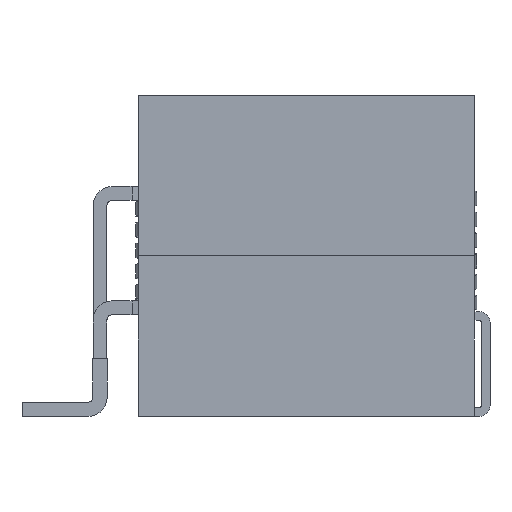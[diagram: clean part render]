
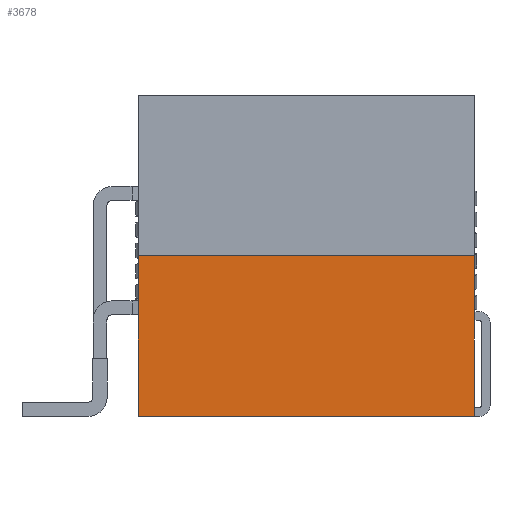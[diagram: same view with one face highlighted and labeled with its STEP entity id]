
A CAD part, front view. The second image highlights one B-rep face of the part: STEP entity #3678.
In plain terms, the highlighted face is planar.
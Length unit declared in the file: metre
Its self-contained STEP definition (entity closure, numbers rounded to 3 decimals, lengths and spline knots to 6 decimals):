
#115=PLANE('',#5060);
#370=LINE('',#7078,#812);
#377=LINE('',#7094,#819);
#401=LINE('',#7156,#843);
#402=LINE('',#7157,#844);
#812=VECTOR('',#5568,1.);
#819=VECTOR('',#5579,1.);
#843=VECTOR('',#5643,1.);
#844=VECTOR('',#5644,1.);
#1544=ORIENTED_EDGE('',*,*,#2412,.T.);
#1545=ORIENTED_EDGE('',*,*,#2379,.F.);
#1546=ORIENTED_EDGE('',*,*,#2413,.F.);
#1547=ORIENTED_EDGE('',*,*,#2372,.T.);
#2372=EDGE_CURVE('',#2839,#2841,#370,.T.);
#2379=EDGE_CURVE('',#2848,#2849,#377,.T.);
#2412=EDGE_CURVE('',#2841,#2849,#401,.T.);
#2413=EDGE_CURVE('',#2839,#2848,#402,.T.);
#2839=VERTEX_POINT('',#7073);
#2841=VERTEX_POINT('',#7077);
#2848=VERTEX_POINT('',#7093);
#2849=VERTEX_POINT('',#7095);
#3210=EDGE_LOOP('',(#1544,#1545,#1546,#1547));
#3430=FACE_BOUND('',#3210,.T.);
#3678=ADVANCED_FACE('',(#3430),#115,.F.);
#5060=AXIS2_PLACEMENT_3D('',#7155,#5641,#5642);
#5568=DIRECTION('',(0.,0.,1.));
#5579=DIRECTION('',(0.,0.,1.));
#5641=DIRECTION('',(-1.,0.,0.));
#5642=DIRECTION('',(0.,0.,1.));
#5643=DIRECTION('',(0.,-1.,0.));
#5644=DIRECTION('',(0.,-1.,0.));
#7073=CARTESIAN_POINT('',(0.014,0.0097,-0.00925));
#7077=CARTESIAN_POINT('',(0.014,0.0097,0.));
#7078=CARTESIAN_POINT('',(0.014,0.0097,-0.00925));
#7093=CARTESIAN_POINT('',(0.014,-0.0097,-0.00925));
#7094=CARTESIAN_POINT('',(0.014,-0.0097,-0.00925));
#7095=CARTESIAN_POINT('',(0.014,-0.0097,0.));
#7155=CARTESIAN_POINT('',(0.014,0.0097,-0.00925));
#7156=CARTESIAN_POINT('',(0.014,0.0097,0.));
#7157=CARTESIAN_POINT('',(0.014,0.0097,-0.00925));
